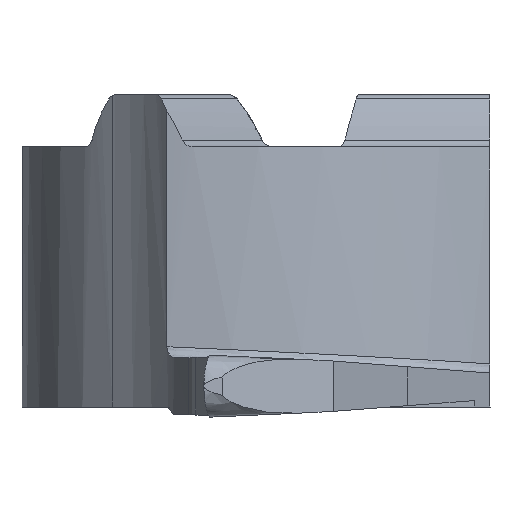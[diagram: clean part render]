
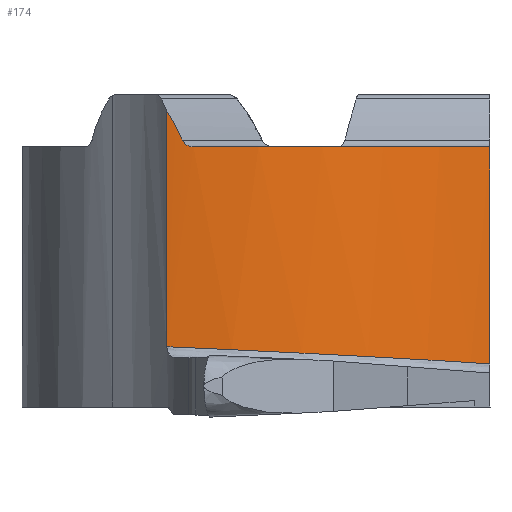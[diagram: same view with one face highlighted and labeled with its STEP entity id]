
A CAD part, left-side view. The second image highlights one B-rep face of the part: STEP entity #174.
In plain terms, the highlighted cylindrical face has radius 8 mm (diameter 16 mm), a partial arc.
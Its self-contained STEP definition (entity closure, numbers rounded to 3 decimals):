
#115=B_SPLINE_CURVE_WITH_KNOTS('',3,(#2296,#2297,#2298,#2299),
 .UNSPECIFIED.,.F.,.F.,(4,4),(0.,1.),.UNSPECIFIED.);
#116=B_SPLINE_CURVE_WITH_KNOTS('',3,(#2311,#2312,#2313,#2314,#2315,#2316,
#2317,#2318,#2319,#2320,#2321,#2322,#2323),.UNSPECIFIED.,.F.,.F.,(4,3,3,
3,4),(0.,0.255,0.509,0.784,1.),
 .UNSPECIFIED.);
#117=B_SPLINE_CURVE_WITH_KNOTS('',3,(#2359,#2360,#2361,#2362,#2363,#2364,
#2365,#2366,#2367,#2368,#2369,#2370,#2371,#2372,#2373,#2374),
 .UNSPECIFIED.,.F.,.F.,(4,2,2,2,2,2,2,4),(0.,0.25,0.375,0.438,0.469,
0.5,0.75,1.),.UNSPECIFIED.);
#174=ADVANCED_FACE('',(#266),#212,.T.);
#212=CYLINDRICAL_SURFACE('',#1353,8.);
#266=FACE_OUTER_BOUND('',#330,.T.);
#330=EDGE_LOOP('',(#859,#860,#861,#862,#863,#864));
#356=CIRCLE('',#1289,8.);
#404=LINE('',#2016,#492);
#419=LINE('',#2243,#507);
#492=VECTOR('',#1447,1.);
#507=VECTOR('',#1504,1.);
#859=ORIENTED_EDGE('',*,*,#1103,.T.);
#860=ORIENTED_EDGE('',*,*,#1192,.T.);
#861=ORIENTED_EDGE('',*,*,#1150,.T.);
#862=ORIENTED_EDGE('',*,*,#1098,.T.);
#863=ORIENTED_EDGE('',*,*,#1177,.F.);
#864=ORIENTED_EDGE('',*,*,#1174,.T.);
#975=VERTEX_POINT('',#2006);
#976=VERTEX_POINT('',#2007);
#980=VERTEX_POINT('',#2017);
#981=VERTEX_POINT('',#2018);
#1010=VERTEX_POINT('',#2244);
#1014=VERTEX_POINT('',#2300);
#1098=EDGE_CURVE('',#975,#976,#356,.T.);
#1103=EDGE_CURVE('',#980,#981,#404,.T.);
#1150=EDGE_CURVE('',#1010,#975,#419,.T.);
#1174=EDGE_CURVE('',#1014,#980,#115,.T.);
#1177=EDGE_CURVE('',#1014,#976,#116,.T.);
#1192=EDGE_CURVE('',#981,#1010,#117,.T.);
#1289=AXIS2_PLACEMENT_3D('',#2005,#1438,#1439);
#1353=AXIS2_PLACEMENT_3D('',#2375,#1618,#1619);
#1438=DIRECTION('',(0.,0.,-1.));
#1439=DIRECTION('',(1.,0.,0.));
#1447=DIRECTION('',(0.,0.,-1.));
#1504=DIRECTION('',(0.,0.,1.));
#1618=DIRECTION('',(0.,0.,1.));
#1619=DIRECTION('',(1.,0.,0.));
#2005=CARTESIAN_POINT('',(3.3,1.,-0.11));
#2006=CARTESIAN_POINT('',(-2.509,-4.5,-0.11));
#2007=CARTESIAN_POINT('',(-4.697,1.2,-0.11));
#2016=CARTESIAN_POINT('',(-4.668,1.71,-1.946));
#2017=CARTESIAN_POINT('',(-4.668,1.71,0.576));
#2018=CARTESIAN_POINT('',(-4.668,1.71,-3.951));
#2243=CARTESIAN_POINT('',(-2.509,-4.5,-30.432));
#2244=CARTESIAN_POINT('',(-2.509,-4.5,-4.281));
#2296=CARTESIAN_POINT('',(-4.689,1.413,0.022));
#2297=CARTESIAN_POINT('',(-4.685,1.492,0.216));
#2298=CARTESIAN_POINT('',(-4.679,1.592,0.402));
#2299=CARTESIAN_POINT('',(-4.668,1.71,0.576));
#2300=CARTESIAN_POINT('',(-4.689,1.413,0.022));
#2311=CARTESIAN_POINT('',(-4.689,1.413,0.022));
#2312=CARTESIAN_POINT('',(-4.69,1.404,0.001));
#2313=CARTESIAN_POINT('',(-4.69,1.392,-0.018));
#2314=CARTESIAN_POINT('',(-4.691,1.377,-0.035));
#2315=CARTESIAN_POINT('',(-4.692,1.362,-0.052));
#2316=CARTESIAN_POINT('',(-4.693,1.344,-0.066));
#2317=CARTESIAN_POINT('',(-4.693,1.325,-0.077));
#2318=CARTESIAN_POINT('',(-4.694,1.304,-0.089));
#2319=CARTESIAN_POINT('',(-4.695,1.281,-0.098));
#2320=CARTESIAN_POINT('',(-4.696,1.257,-0.104));
#2321=CARTESIAN_POINT('',(-4.696,1.239,-0.108));
#2322=CARTESIAN_POINT('',(-4.697,1.219,-0.11));
#2323=CARTESIAN_POINT('',(-4.697,1.2,-0.11));
#2359=CARTESIAN_POINT('',(-4.668,1.71,-3.951));
#2360=CARTESIAN_POINT('',(-4.706,1.287,-3.97));
#2361=CARTESIAN_POINT('',(-4.716,0.798,-3.992));
#2362=CARTESIAN_POINT('',(-4.639,-0.026,-4.032));
#2363=CARTESIAN_POINT('',(-4.597,-0.316,-4.046));
#2364=CARTESIAN_POINT('',(-4.504,-0.768,-4.068));
#2365=CARTESIAN_POINT('',(-4.468,-0.921,-4.076));
#2366=CARTESIAN_POINT('',(-4.404,-1.156,-4.088));
#2367=CARTESIAN_POINT('',(-4.382,-1.235,-4.092));
#2368=CARTESIAN_POINT('',(-4.334,-1.394,-4.1));
#2369=CARTESIAN_POINT('',(-4.323,-1.431,-4.102));
#2370=CARTESIAN_POINT('',(-3.951,-2.535,-4.16));
#2371=CARTESIAN_POINT('',(-3.516,-3.228,-4.201));
#2372=CARTESIAN_POINT('',(-2.838,-4.163,-4.258));
#2373=CARTESIAN_POINT('',(-2.592,-4.413,-4.275));
#2374=CARTESIAN_POINT('',(-2.509,-4.5,-4.281));
#2375=CARTESIAN_POINT('',(3.3,1.,-30.432));
